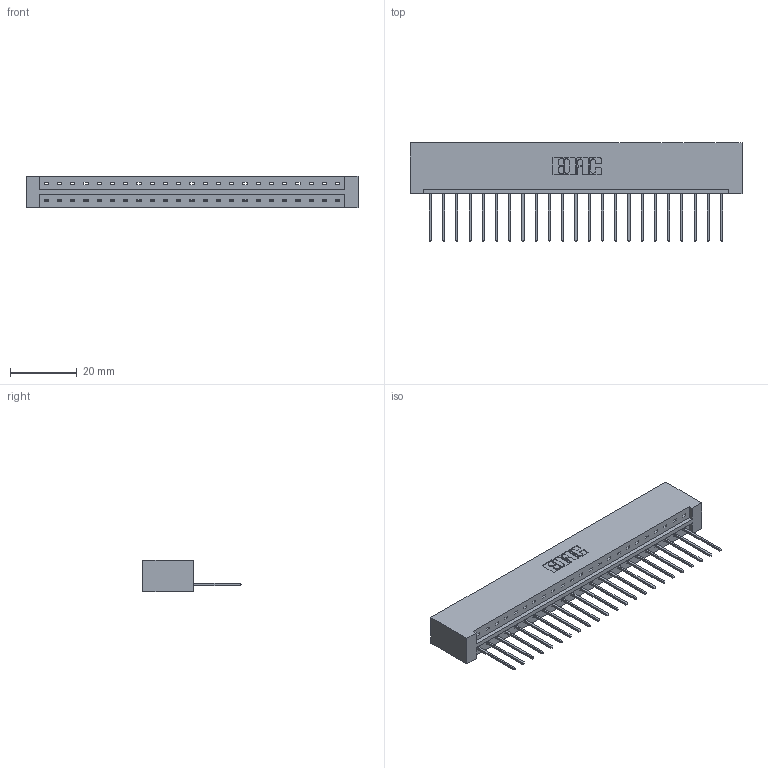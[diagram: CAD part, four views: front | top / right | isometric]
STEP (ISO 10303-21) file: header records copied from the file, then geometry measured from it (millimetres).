
FILE_DESCRIPTION (( 'STEP AP203' ), '1' );
FILE_NAME ('833-023-540-101.STEP', '2020-06-01T19:08:50', ( '' ), ( '' ), 'SwSTEP 2.0', 'SolidWorks 2020', '' );
FILE_SCHEMA (( 'CONFIG_CONTROL_DESIGN' ));
Length unit declared in the file: inch
Products named in the file (3): 833 Part_Lugless; 833-023-540-101; 345-292-001_345-293-140
Assembly tree (24 placements, depth 2):
  833-023-540-101
    833 Part_Lugless
    345-292-001_345-293-140  x23
Bounding box: 99.39 x 29.47 x 9.4 mm (x, y, z)
Volume: 10482 mm3; surface area: 11405.9 mm2
Topology: 24 solids, 24 shells, 1440 faces, 4335 edges, 2858 vertices
Faces by surface type: plane 1032, cylinder 408
Entity records: 16259 total; most frequent: CARTESIAN_POINT 2815, ORIENTED_EDGE 2774, DIRECTION 2405, EDGE_CURVE 1387, VECTOR 1267, LINE 1267, VERTEX_POINT 922, AXIS2_PLACEMENT_3D 569
